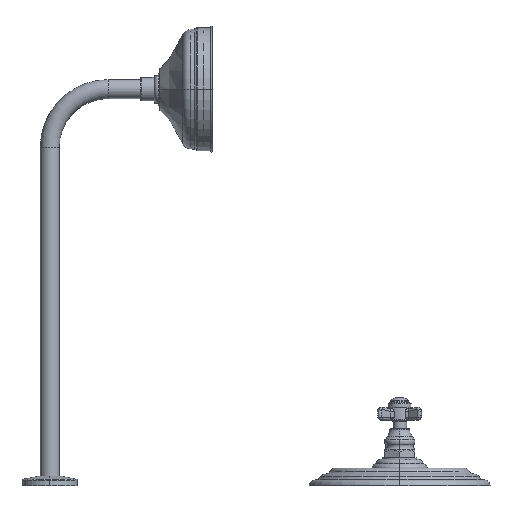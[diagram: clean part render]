
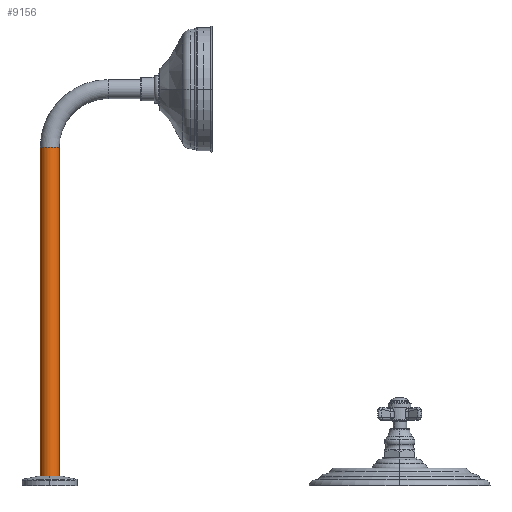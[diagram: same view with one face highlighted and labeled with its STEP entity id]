
A CAD part, left-side view. The second image highlights one B-rep face of the part: STEP entity #9156.
In plain terms, the highlighted cylindrical face has radius 10.319 mm (diameter 20.637 mm), a partial arc.
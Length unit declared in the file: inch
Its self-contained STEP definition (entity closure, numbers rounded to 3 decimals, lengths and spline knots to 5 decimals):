
#1255=DIRECTION('',(0.,0.,1.));
#1256=VECTOR('',#1255,14.11453);
#1257=CARTESIAN_POINT('',(0.,13.59375,0.38947));
#1258=LINE('',#1257,#1256);
#1259=CARTESIAN_POINT('',(0.,14.,0.38947));
#1260=DIRECTION('',(0.,0.,1.));
#1261=DIRECTION('',(0.,1.,0.));
#1262=AXIS2_PLACEMENT_3D('',#1259,#1260,#1261);
#1357=DIRECTION('',(0.,0.,1.));
#1358=VECTOR('',#1357,14.11453);
#1359=CARTESIAN_POINT('',(0.,14.40625,0.38947));
#1360=LINE('',#1359,#1358);
#1361=CARTESIAN_POINT('',(0.,14.,14.504));
#1362=DIRECTION('',(0.,0.,1.));
#1363=DIRECTION('',(0.,1.,0.));
#1364=AXIS2_PLACEMENT_3D('',#1361,#1362,#1363);
#6232=CARTESIAN_POINT('',(0.,14.40625,14.504));
#6233=CARTESIAN_POINT('',(0.,13.59375,14.504));
#6234=VERTEX_POINT('',#6232);
#6235=VERTEX_POINT('',#6233);
#6240=CARTESIAN_POINT('',(0.,14.40625,0.38947));
#6241=CARTESIAN_POINT('',(0.,13.59375,0.38947));
#6242=VERTEX_POINT('',#6240);
#6243=VERTEX_POINT('',#6241);
#9144=CARTESIAN_POINT('',(0.,14.,-0.59));
#9145=DIRECTION('',(0.,0.,1.));
#9146=DIRECTION('',(0.,1.,0.));
#9147=AXIS2_PLACEMENT_3D('',#9144,#9145,#9146);
#9148=CYLINDRICAL_SURFACE('',#9147,0.40625);
#9149=ORIENTED_EDGE('',*,*,#8992,.F.);
#9150=ORIENTED_EDGE('',*,*,#8976,.T.);
#9152=ORIENTED_EDGE('',*,*,#9151,.T.);
#9153=ORIENTED_EDGE('',*,*,#8973,.F.);
#9154=EDGE_LOOP('',(#9149,#9150,#9152,#9153));
#9155=FACE_OUTER_BOUND('',#9154,.F.);
#9156=ADVANCED_FACE('',(#9155),#9148,.T.);
#1263=CIRCLE('',#1262,0.40625);
#1365=CIRCLE('',#1364,0.40625);
#8973=EDGE_CURVE('',#6243,#6235,#1258,.T.);
#8976=EDGE_CURVE('',#6242,#6234,#1360,.T.);
#8992=EDGE_CURVE('',#6242,#6243,#1263,.T.);
#9151=EDGE_CURVE('',#6234,#6235,#1365,.T.);
